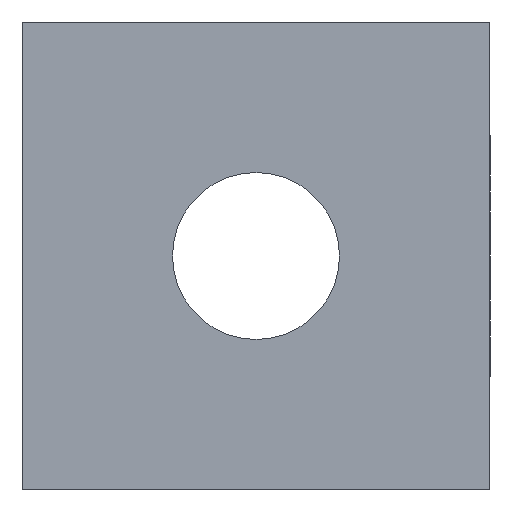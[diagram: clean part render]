
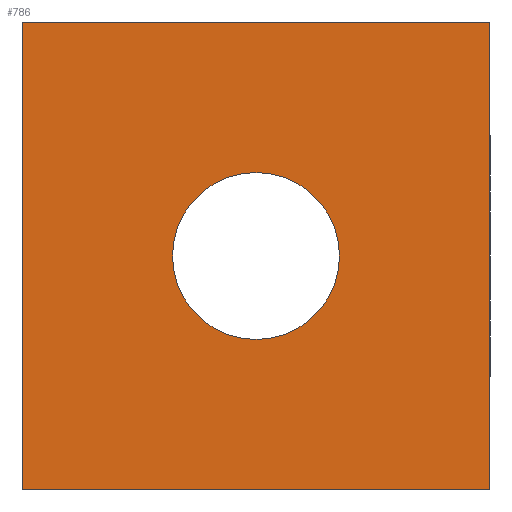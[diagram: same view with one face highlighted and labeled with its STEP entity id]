
A CAD part, front view. The second image highlights one B-rep face of the part: STEP entity #786.
In plain terms, the highlighted planar face has unit normal (0, -1, 0).
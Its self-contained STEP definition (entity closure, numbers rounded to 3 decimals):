
#2 = DIRECTION ( 'NONE',  ( 0., 1., 0. ) ) ;
#5 = VECTOR ( 'NONE', #851, 1000. ) ;
#40 = LINE ( 'NONE', #841, #729 ) ;
#44 = CARTESIAN_POINT ( 'NONE',  ( -10., -10., 10. ) ) ;
#47 = AXIS2_PLACEMENT_3D ( 'NONE', #371, #896, #446 ) ;
#53 = AXIS2_PLACEMENT_3D ( 'NONE', #566, #115, #644 ) ;
#57 = CARTESIAN_POINT ( 'NONE',  ( 10., -10., -10. ) ) ;
#60 = EDGE_CURVE ( 'NONE', #64, #393, #103, .T. ) ;
#64 = VERTEX_POINT ( 'NONE', #630 ) ;
#103 = LINE ( 'NONE', #479, #484 ) ;
#115 = DIRECTION ( 'NONE',  ( 0., 1., 0. ) ) ;
#119 = CARTESIAN_POINT ( 'NONE',  ( 10., -10., 10. ) ) ;
#177 = ORIENTED_EDGE ( 'NONE', *, *, #60, .F. ) ;
#211 = LINE ( 'NONE', #44, #965 ) ;
#219 = LINE ( 'NONE', #327, #5 ) ;
#237 = CARTESIAN_POINT ( 'NONE',  ( -10., -10., 10. ) ) ;
#286 = VERTEX_POINT ( 'NONE', #57 ) ;
#297 = FACE_BOUND ( 'NONE', #850, .T. ) ;
#298 = VERTEX_POINT ( 'NONE', #661 ) ;
#327 = CARTESIAN_POINT ( 'NONE',  ( -10., -10., -10. ) ) ;
#345 = EDGE_CURVE ( 'NONE', #623, #298, #656, .T. ) ;
#371 = CARTESIAN_POINT ( 'NONE',  ( 0., -10., 0. ) ) ;
#393 = VERTEX_POINT ( 'NONE', #119 ) ;
#399 = DIRECTION ( 'NONE',  ( 0., 0., -1. ) ) ;
#426 = ORIENTED_EDGE ( 'NONE', *, *, #345, .T. ) ;
#442 = EDGE_CURVE ( 'NONE', #64, #734, #211, .T. ) ;
#446 = DIRECTION ( 'NONE',  ( 0., 0., 1. ) ) ;
#479 = CARTESIAN_POINT ( 'NONE',  ( -10., -10., 10. ) ) ;
#481 = ORIENTED_EDGE ( 'NONE', *, *, #842, .T. ) ;
#484 = VECTOR ( 'NONE', #554, 1000. ) ;
#491 = FACE_OUTER_BOUND ( 'NONE', #618, .T. ) ;
#506 = EDGE_CURVE ( 'NONE', #298, #623, #718, .T. ) ;
#541 = DIRECTION ( 'NONE',  ( 0., 0., 1. ) ) ;
#551 = ORIENTED_EDGE ( 'NONE', *, *, #442, .T. ) ;
#554 = DIRECTION ( 'NONE',  ( 1., 0., 0. ) ) ;
#566 = CARTESIAN_POINT ( 'NONE',  ( 0., -10., 0. ) ) ;
#618 = EDGE_LOOP ( 'NONE', ( #481, #890, #177, #551 ) ) ;
#623 = VERTEX_POINT ( 'NONE', #981 ) ;
#630 = CARTESIAN_POINT ( 'NONE',  ( -10., -10., 10. ) ) ;
#644 = DIRECTION ( 'NONE',  ( 0., 0., 1. ) ) ;
#656 = CIRCLE ( 'NONE', #53, 3.57 ) ;
#661 = CARTESIAN_POINT ( 'NONE',  ( 0., -10., -3.57 ) ) ;
#718 = CIRCLE ( 'NONE', #47, 3.57 ) ;
#729 = VECTOR ( 'NONE', #399, 1000. ) ;
#734 = VERTEX_POINT ( 'NONE', #760 ) ;
#760 = CARTESIAN_POINT ( 'NONE',  ( -10., -10., -10. ) ) ;
#786 = ADVANCED_FACE ( 'NONE', ( #297, #491 ), #918, .F. ) ;
#841 = CARTESIAN_POINT ( 'NONE',  ( 10., -10., 10. ) ) ;
#842 = EDGE_CURVE ( 'NONE', #734, #286, #219, .T. ) ;
#850 = EDGE_LOOP ( 'NONE', ( #426, #881 ) ) ;
#851 = DIRECTION ( 'NONE',  ( 1., 0., 0. ) ) ;
#881 = ORIENTED_EDGE ( 'NONE', *, *, #506, .T. ) ;
#890 = ORIENTED_EDGE ( 'NONE', *, *, #979, .F. ) ;
#896 = DIRECTION ( 'NONE',  ( 0., 1., 0. ) ) ;
#918 = PLANE ( 'NONE',  #975 ) ;
#960 = DIRECTION ( 'NONE',  ( 0., 0., -1. ) ) ;
#965 = VECTOR ( 'NONE', #960, 1000. ) ;
#975 = AXIS2_PLACEMENT_3D ( 'NONE', #237, #2, #541 ) ;
#979 = EDGE_CURVE ( 'NONE', #393, #286, #40, .T. ) ;
#981 = CARTESIAN_POINT ( 'NONE',  ( 0., -10., 3.57 ) ) ;
